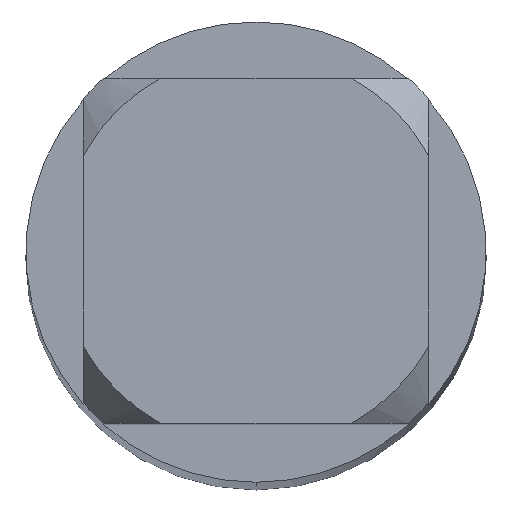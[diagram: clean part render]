
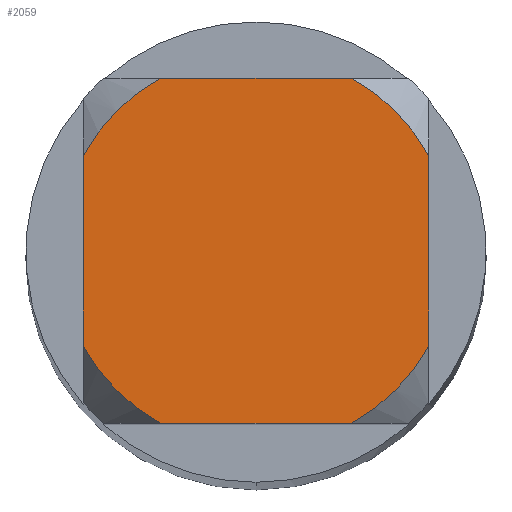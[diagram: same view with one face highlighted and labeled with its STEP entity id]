
A CAD part, top view. The second image highlights one B-rep face of the part: STEP entity #2059.
In plain terms, the highlighted planar face has unit normal (0, 0, 1).
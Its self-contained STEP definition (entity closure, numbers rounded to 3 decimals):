
#1205=EDGE_CURVE('',#2851,#1989,#3189,.T.);
#1343=EDGE_CURVE('',#1865,#2757,#3336,.T.);
#1411=VERTEX_POINT('',#3407);
#1459=EDGE_CURVE('',#2309,#1411,#3461,.T.);
#1565=VERTEX_POINT('',#3574);
#1759=EDGE_CURVE('',#2433,#1989,#3792,.T.);
#1865=VERTEX_POINT('',#3909);
#1989=VERTEX_POINT('',#4047);
#2059=ADVANCED_FACE('',(#4125),#4126,.T.);
#2087=EDGE_CURVE('',#2309,#1565,#4156,.T.);
#2309=VERTEX_POINT('',#4394);
#2433=VERTEX_POINT('',#4532);
#2757=VERTEX_POINT('',#4877);
#2781=EDGE_CURVE('',#2851,#2757,#4905,.T.);
#2809=EDGE_CURVE('',#1865,#1411,#4935,.T.);
#2847=EDGE_CURVE('',#2433,#1565,#4978,.T.);
#2851=VERTEX_POINT('',#4983);
#3189=LINE('',#5777,#5778);
#3336=LINE('',#6150,#6151);
#3407=CARTESIAN_POINT('',(0.581,-1.05,0.0));
#3461=LINE('',#6429,#6430);
#3574=CARTESIAN_POINT('',(-1.05,-0.581,0.0));
#3792=CIRCLE('',#7102,1.2);
#3909=CARTESIAN_POINT('',(1.05,-0.581,0.0));
#4047=CARTESIAN_POINT('',(-0.581,1.05,0.0));
#4125=FACE_OUTER_BOUND('',#7756,.T.);
#4126=PLANE('',#7757);
#4156=CIRCLE('',#8020,1.2);
#4394=CARTESIAN_POINT('',(-0.581,-1.05,0.0));
#4532=CARTESIAN_POINT('',(-1.05,0.581,0.0));
#4877=CARTESIAN_POINT('',(1.05,0.581,0.0));
#4905=CIRCLE('',#9680,1.2);
#4935=CIRCLE('',#9927,1.2);
#4978=LINE('',#10006,#10007);
#4983=CARTESIAN_POINT('',(0.581,1.05,0.0));
#5777=CARTESIAN_POINT('',(0.0,1.05,0.0));
#5778=VECTOR('',#10711,1.0);
#6150=CARTESIAN_POINT('',(1.05,0.3,0.0));
#6151=VECTOR('',#10832,1.0);
#6429=CARTESIAN_POINT('',(0.0,-1.05,0.0));
#6430=VECTOR('',#10955,1.0);
#7102=AXIS2_PLACEMENT_3D('',#11357,#11358,#11359);
#7756=EDGE_LOOP('',(#11744,#11745,#11746,#11747,#11748,#11749,#11750,#11751));
#7757=AXIS2_PLACEMENT_3D('',#11752,#11753,#11754);
#8020=AXIS2_PLACEMENT_3D('',#11774,#11775,#11776);
#9680=AXIS2_PLACEMENT_3D('',#12495,#12496,#12497);
#9927=AXIS2_PLACEMENT_3D('',#12591,#12592,#12593);
#10006=CARTESIAN_POINT('',(-1.05,0.3,0.0));
#10007=VECTOR('',#12659,1.0);
#10711=DIRECTION('',(-1.0,0.0,0.0));
#10832=DIRECTION('',(-0.0,1.0,0.0));
#10955=DIRECTION('',(1.0,0.0,0.0));
#11357=CARTESIAN_POINT('',(0.0,0.0,0.0));
#11358=DIRECTION('',(0.0,0.0,-1.0));
#11359=DIRECTION('',(0.0,1.0,0.0));
#11744=ORIENTED_EDGE('',*,*,#2847,.T.);
#11745=ORIENTED_EDGE('',*,*,#2087,.F.);
#11746=ORIENTED_EDGE('',*,*,#1459,.T.);
#11747=ORIENTED_EDGE('',*,*,#2809,.F.);
#11748=ORIENTED_EDGE('',*,*,#1343,.T.);
#11749=ORIENTED_EDGE('',*,*,#2781,.F.);
#11750=ORIENTED_EDGE('',*,*,#1205,.T.);
#11751=ORIENTED_EDGE('',*,*,#1759,.F.);
#11752=CARTESIAN_POINT('',(0.0,0.6,0.0));
#11753=DIRECTION('',(-0.0,0.0,1.0));
#11754=DIRECTION('',(0.0,-1.0,0.0));
#11774=CARTESIAN_POINT('',(0.0,0.0,0.0));
#11775=DIRECTION('',(0.0,0.0,-1.0));
#11776=DIRECTION('',(0.0,1.0,0.0));
#12495=CARTESIAN_POINT('',(0.0,0.0,0.0));
#12496=DIRECTION('',(0.0,0.0,-1.0));
#12497=DIRECTION('',(0.0,1.0,0.0));
#12591=CARTESIAN_POINT('',(0.0,0.0,0.0));
#12592=DIRECTION('',(0.0,0.0,-1.0));
#12593=DIRECTION('',(0.0,1.0,0.0));
#12659=DIRECTION('',(-0.0,-1.0,0.0));
